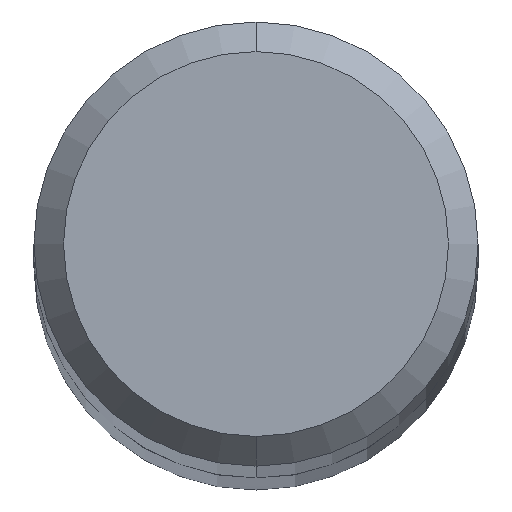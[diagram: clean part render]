
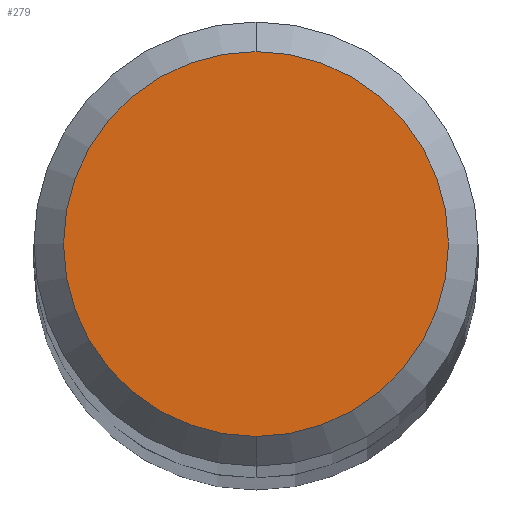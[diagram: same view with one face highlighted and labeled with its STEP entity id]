
A CAD part, top view. The second image highlights one B-rep face of the part: STEP entity #279.
In plain terms, the highlighted planar face has unit normal (0, 0, 1).
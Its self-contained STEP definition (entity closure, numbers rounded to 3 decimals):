
#235=EDGE_CURVE('',#355,#267,#516,.T.);
#267=VERTEX_POINT('',#552);
#279=ADVANCED_FACE('',(#565),#566,.T.);
#311=EDGE_CURVE('',#267,#355,#601,.T.);
#355=VERTEX_POINT('',#649);
#516=CIRCLE('',#963,1.95);
#552=CARTESIAN_POINT('',(0.0,1.95,0.0));
#565=FACE_OUTER_BOUND('',#1022,.T.);
#566=PLANE('',#1023);
#601=CIRCLE('',#1081,1.95);
#649=CARTESIAN_POINT('',(0.,-1.95,0.0));
#963=AXIS2_PLACEMENT_3D('',#1386,#1387,#1388);
#1022=EDGE_LOOP('',(#1449,#1450));
#1023=AXIS2_PLACEMENT_3D('',#1451,#1452,#1453);
#1081=AXIS2_PLACEMENT_3D('',#1493,#1494,#1495);
#1386=CARTESIAN_POINT('',(0.0,0.0,0.0));
#1387=DIRECTION('',(0.0,0.0,-1.0));
#1388=DIRECTION('',(0.0,1.0,0.0));
#1449=ORIENTED_EDGE('',*,*,#311,.F.);
#1450=ORIENTED_EDGE('',*,*,#235,.F.);
#1451=CARTESIAN_POINT('',(0.0,0.975,0.0));
#1452=DIRECTION('',(-0.0,0.0,1.0));
#1453=DIRECTION('',(0.0,-1.0,0.0));
#1493=CARTESIAN_POINT('',(0.0,0.0,0.0));
#1494=DIRECTION('',(0.0,0.0,-1.0));
#1495=DIRECTION('',(0.0,1.0,0.0));
